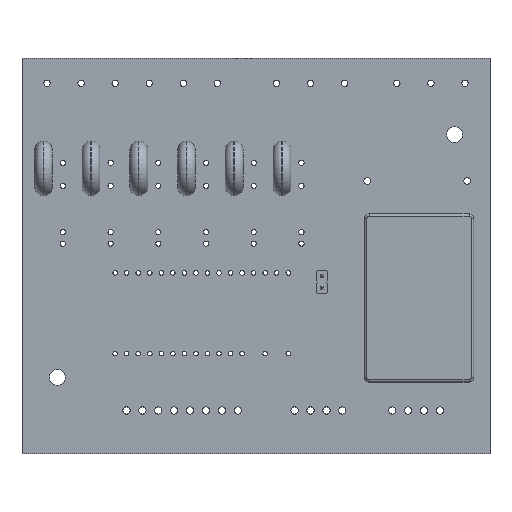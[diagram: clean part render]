
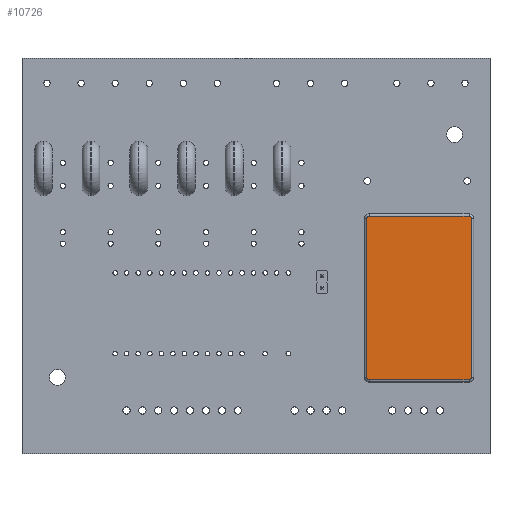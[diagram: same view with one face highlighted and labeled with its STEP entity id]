
A CAD part, top view. The second image highlights one B-rep face of the part: STEP entity #10726.
In plain terms, the highlighted planar face has unit normal (0, 0, 1).
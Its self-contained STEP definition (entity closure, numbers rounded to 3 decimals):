
#9706 = CYLINDRICAL_SURFACE('',#9707,0.5);
#9707 = AXIS2_PLACEMENT_3D('',#9708,#9709,#9710);
#9708 = CARTESIAN_POINT('',(-2.26,2.61,14.6));
#9709 = DIRECTION('',(1.,0.,0.));
#9710 = DIRECTION('',(-0.,1.,0.));
#9738 = TOROIDAL_SURFACE('',#9739,0.5,0.5);
#9739 = AXIS2_PLACEMENT_3D('',#9740,#9741,#9742);
#9740 = CARTESIAN_POINT('',(-2.26,2.11,14.6));
#9741 = DIRECTION('',(0.,0.,1.));
#9742 = DIRECTION('',(-1.,0.,0.));
#9816 = TOROIDAL_SURFACE('',#9817,0.5,0.5);
#9817 = AXIS2_PLACEMENT_3D('',#9818,#9819,#9820);
#9818 = CARTESIAN_POINT('',(32.74,2.11,14.6));
#9819 = DIRECTION('',(0.,0.,1.));
#9820 = DIRECTION('',(0.,1.,0.));
#9870 = CYLINDRICAL_SURFACE('',#9871,0.5);
#9871 = AXIS2_PLACEMENT_3D('',#9872,#9873,#9874);
#9872 = CARTESIAN_POINT('',(-2.76,-19.89,14.6));
#9873 = DIRECTION('',(0.,1.,0.));
#9874 = DIRECTION('',(-1.,0.,0.));
#9902 = CYLINDRICAL_SURFACE('',#9903,0.5);
#9903 = AXIS2_PLACEMENT_3D('',#9904,#9905,#9906);
#9904 = CARTESIAN_POINT('',(33.24,2.11,14.6));
#9905 = DIRECTION('',(0.,-1.,0.));
#9906 = DIRECTION('',(1.,0.,0.));
#9956 = TOROIDAL_SURFACE('',#9957,0.5,0.5);
#9957 = AXIS2_PLACEMENT_3D('',#9958,#9959,#9960);
#9958 = CARTESIAN_POINT('',(-2.26,-19.89,14.6));
#9959 = DIRECTION('',(0.,0.,1.));
#9960 = DIRECTION('',(0.,-1.,0.));
#10034 = TOROIDAL_SURFACE('',#10035,0.5,0.5);
#10035 = AXIS2_PLACEMENT_3D('',#10036,#10037,#10038);
#10036 = CARTESIAN_POINT('',(32.74,-19.89,14.6));
#10037 = DIRECTION('',(0.,0.,1.));
#10038 = DIRECTION('',(1.,0.,0.));
#10064 = CYLINDRICAL_SURFACE('',#10065,0.5);
#10065 = AXIS2_PLACEMENT_3D('',#10066,#10067,#10068);
#10066 = CARTESIAN_POINT('',(32.74,-20.39,14.6));
#10067 = DIRECTION('',(-1.,0.,0.));
#10068 = DIRECTION('',(0.,-1.,0.));
#10306 = VERTEX_POINT('',#10307);
#10307 = CARTESIAN_POINT('',(-2.26,2.61,15.1));
#10329 = EDGE_CURVE('',#10306,#10330,#10332,.T.);
#10330 = VERTEX_POINT('',#10331);
#10331 = CARTESIAN_POINT('',(32.74,2.61,15.1));
#10332 = SURFACE_CURVE('',#10333,(#10337,#10344),.PCURVE_S1.);
#10333 = LINE('',#10334,#10335);
#10334 = CARTESIAN_POINT('',(-2.26,2.61,15.1));
#10335 = VECTOR('',#10336,1.);
#10336 = DIRECTION('',(1.,0.,0.));
#10337 = PCURVE('',#9706,#10338);
#10338 = DEFINITIONAL_REPRESENTATION('',(#10339),#10343);
#10339 = LINE('',#10340,#10341);
#10340 = CARTESIAN_POINT('',(1.571,0.));
#10341 = VECTOR('',#10342,1.);
#10342 = DIRECTION('',(0.,1.));
#10343 = ( GEOMETRIC_REPRESENTATION_CONTEXT(2) 
PARAMETRIC_REPRESENTATION_CONTEXT() REPRESENTATION_CONTEXT('2D SPACE',''
  ) );
#10344 = PCURVE('',#10345,#10350);
#10345 = PLANE('',#10346);
#10346 = AXIS2_PLACEMENT_3D('',#10347,#10348,#10349);
#10347 = CARTESIAN_POINT('',(15.24,-8.89,15.1));
#10348 = DIRECTION('',(0.,0.,-1.));
#10349 = DIRECTION('',(-1.,0.,0.));
#10350 = DEFINITIONAL_REPRESENTATION('',(#10351),#10355);
#10351 = LINE('',#10352,#10353);
#10352 = CARTESIAN_POINT('',(17.5,11.5));
#10353 = VECTOR('',#10354,1.);
#10354 = DIRECTION('',(-1.,0.));
#10355 = ( GEOMETRIC_REPRESENTATION_CONTEXT(2) 
PARAMETRIC_REPRESENTATION_CONTEXT() REPRESENTATION_CONTEXT('2D SPACE',''
  ) );
#10383 = EDGE_CURVE('',#10384,#10306,#10386,.T.);
#10384 = VERTEX_POINT('',#10385);
#10385 = CARTESIAN_POINT('',(-2.76,2.11,15.1));
#10386 = SURFACE_CURVE('',#10387,(#10392,#10399),.PCURVE_S1.);
#10387 = CIRCLE('',#10388,0.5);
#10388 = AXIS2_PLACEMENT_3D('',#10389,#10390,#10391);
#10389 = CARTESIAN_POINT('',(-2.26,2.11,15.1));
#10390 = DIRECTION('',(0.,0.,-1.));
#10391 = DIRECTION('',(-1.,0.,0.));
#10392 = PCURVE('',#9738,#10393);
#10393 = DEFINITIONAL_REPRESENTATION('',(#10394),#10398);
#10394 = LINE('',#10395,#10396);
#10395 = CARTESIAN_POINT('',(6.283,1.571));
#10396 = VECTOR('',#10397,1.);
#10397 = DIRECTION('',(-1.,0.));
#10398 = ( GEOMETRIC_REPRESENTATION_CONTEXT(2) 
PARAMETRIC_REPRESENTATION_CONTEXT() REPRESENTATION_CONTEXT('2D SPACE',''
  ) );
#10399 = PCURVE('',#10345,#10400);
#10400 = DEFINITIONAL_REPRESENTATION('',(#10401),#10405);
#10401 = CIRCLE('',#10402,0.5);
#10402 = AXIS2_PLACEMENT_2D('',#10403,#10404);
#10403 = CARTESIAN_POINT('',(17.5,11.));
#10404 = DIRECTION('',(1.,0.));
#10405 = ( GEOMETRIC_REPRESENTATION_CONTEXT(2) 
PARAMETRIC_REPRESENTATION_CONTEXT() REPRESENTATION_CONTEXT('2D SPACE',''
  ) );
#10434 = EDGE_CURVE('',#10330,#10435,#10437,.T.);
#10435 = VERTEX_POINT('',#10436);
#10436 = CARTESIAN_POINT('',(33.24,2.11,15.1));
#10437 = SURFACE_CURVE('',#10438,(#10443,#10450),.PCURVE_S1.);
#10438 = CIRCLE('',#10439,0.5);
#10439 = AXIS2_PLACEMENT_3D('',#10440,#10441,#10442);
#10440 = CARTESIAN_POINT('',(32.74,2.11,15.1));
#10441 = DIRECTION('',(0.,0.,-1.));
#10442 = DIRECTION('',(0.,1.,0.));
#10443 = PCURVE('',#9816,#10444);
#10444 = DEFINITIONAL_REPRESENTATION('',(#10445),#10449);
#10445 = LINE('',#10446,#10447);
#10446 = CARTESIAN_POINT('',(6.283,1.571));
#10447 = VECTOR('',#10448,1.);
#10448 = DIRECTION('',(-1.,0.));
#10449 = ( GEOMETRIC_REPRESENTATION_CONTEXT(2) 
PARAMETRIC_REPRESENTATION_CONTEXT() REPRESENTATION_CONTEXT('2D SPACE',''
  ) );
#10450 = PCURVE('',#10345,#10451);
#10451 = DEFINITIONAL_REPRESENTATION('',(#10452),#10456);
#10452 = CIRCLE('',#10453,0.5);
#10453 = AXIS2_PLACEMENT_2D('',#10454,#10455);
#10454 = CARTESIAN_POINT('',(-17.5,11.));
#10455 = DIRECTION('',(0.,1.));
#10456 = ( GEOMETRIC_REPRESENTATION_CONTEXT(2) 
PARAMETRIC_REPRESENTATION_CONTEXT() REPRESENTATION_CONTEXT('2D SPACE',''
  ) );
#10486 = VERTEX_POINT('',#10487);
#10487 = CARTESIAN_POINT('',(-2.76,-19.89,15.1));
#10509 = EDGE_CURVE('',#10486,#10384,#10510,.T.);
#10510 = SURFACE_CURVE('',#10511,(#10515,#10522),.PCURVE_S1.);
#10511 = LINE('',#10512,#10513);
#10512 = CARTESIAN_POINT('',(-2.76,-19.89,15.1));
#10513 = VECTOR('',#10514,1.);
#10514 = DIRECTION('',(0.,1.,0.));
#10515 = PCURVE('',#9870,#10516);
#10516 = DEFINITIONAL_REPRESENTATION('',(#10517),#10521);
#10517 = LINE('',#10518,#10519);
#10518 = CARTESIAN_POINT('',(1.571,0.));
#10519 = VECTOR('',#10520,1.);
#10520 = DIRECTION('',(0.,1.));
#10521 = ( GEOMETRIC_REPRESENTATION_CONTEXT(2) 
PARAMETRIC_REPRESENTATION_CONTEXT() REPRESENTATION_CONTEXT('2D SPACE',''
  ) );
#10522 = PCURVE('',#10345,#10523);
#10523 = DEFINITIONAL_REPRESENTATION('',(#10524),#10528);
#10524 = LINE('',#10525,#10526);
#10525 = CARTESIAN_POINT('',(18.,-11.));
#10526 = VECTOR('',#10527,1.);
#10527 = DIRECTION('',(0.,1.));
#10528 = ( GEOMETRIC_REPRESENTATION_CONTEXT(2) 
PARAMETRIC_REPRESENTATION_CONTEXT() REPRESENTATION_CONTEXT('2D SPACE',''
  ) );
#10536 = EDGE_CURVE('',#10435,#10537,#10539,.T.);
#10537 = VERTEX_POINT('',#10538);
#10538 = CARTESIAN_POINT('',(33.24,-19.89,15.1));
#10539 = SURFACE_CURVE('',#10540,(#10544,#10551),.PCURVE_S1.);
#10540 = LINE('',#10541,#10542);
#10541 = CARTESIAN_POINT('',(33.24,2.11,15.1));
#10542 = VECTOR('',#10543,1.);
#10543 = DIRECTION('',(0.,-1.,0.));
#10544 = PCURVE('',#9902,#10545);
#10545 = DEFINITIONAL_REPRESENTATION('',(#10546),#10550);
#10546 = LINE('',#10547,#10548);
#10547 = CARTESIAN_POINT('',(1.571,0.));
#10548 = VECTOR('',#10549,1.);
#10549 = DIRECTION('',(0.,1.));
#10550 = ( GEOMETRIC_REPRESENTATION_CONTEXT(2) 
PARAMETRIC_REPRESENTATION_CONTEXT() REPRESENTATION_CONTEXT('2D SPACE',''
  ) );
#10551 = PCURVE('',#10345,#10552);
#10552 = DEFINITIONAL_REPRESENTATION('',(#10553),#10557);
#10553 = LINE('',#10554,#10555);
#10554 = CARTESIAN_POINT('',(-18.,11.));
#10555 = VECTOR('',#10556,1.);
#10556 = DIRECTION('',(0.,-1.));
#10557 = ( GEOMETRIC_REPRESENTATION_CONTEXT(2) 
PARAMETRIC_REPRESENTATION_CONTEXT() REPRESENTATION_CONTEXT('2D SPACE',''
  ) );
#10585 = EDGE_CURVE('',#10586,#10486,#10588,.T.);
#10586 = VERTEX_POINT('',#10587);
#10587 = CARTESIAN_POINT('',(-2.26,-20.39,15.1));
#10588 = SURFACE_CURVE('',#10589,(#10594,#10601),.PCURVE_S1.);
#10589 = CIRCLE('',#10590,0.5);
#10590 = AXIS2_PLACEMENT_3D('',#10591,#10592,#10593);
#10591 = CARTESIAN_POINT('',(-2.26,-19.89,15.1));
#10592 = DIRECTION('',(0.,0.,-1.));
#10593 = DIRECTION('',(0.,-1.,0.));
#10594 = PCURVE('',#9956,#10595);
#10595 = DEFINITIONAL_REPRESENTATION('',(#10596),#10600);
#10596 = LINE('',#10597,#10598);
#10597 = CARTESIAN_POINT('',(6.283,1.571));
#10598 = VECTOR('',#10599,1.);
#10599 = DIRECTION('',(-1.,0.));
#10600 = ( GEOMETRIC_REPRESENTATION_CONTEXT(2) 
PARAMETRIC_REPRESENTATION_CONTEXT() REPRESENTATION_CONTEXT('2D SPACE',''
  ) );
#10601 = PCURVE('',#10345,#10602);
#10602 = DEFINITIONAL_REPRESENTATION('',(#10603),#10607);
#10603 = CIRCLE('',#10604,0.5);
#10604 = AXIS2_PLACEMENT_2D('',#10605,#10606);
#10605 = CARTESIAN_POINT('',(17.5,-11.));
#10606 = DIRECTION('',(0.,-1.));
#10607 = ( GEOMETRIC_REPRESENTATION_CONTEXT(2) 
PARAMETRIC_REPRESENTATION_CONTEXT() REPRESENTATION_CONTEXT('2D SPACE',''
  ) );
#10636 = EDGE_CURVE('',#10537,#10637,#10639,.T.);
#10637 = VERTEX_POINT('',#10638);
#10638 = CARTESIAN_POINT('',(32.74,-20.39,15.1));
#10639 = SURFACE_CURVE('',#10640,(#10645,#10652),.PCURVE_S1.);
#10640 = CIRCLE('',#10641,0.5);
#10641 = AXIS2_PLACEMENT_3D('',#10642,#10643,#10644);
#10642 = CARTESIAN_POINT('',(32.74,-19.89,15.1));
#10643 = DIRECTION('',(0.,0.,-1.));
#10644 = DIRECTION('',(1.,0.,0.));
#10645 = PCURVE('',#10034,#10646);
#10646 = DEFINITIONAL_REPRESENTATION('',(#10647),#10651);
#10647 = LINE('',#10648,#10649);
#10648 = CARTESIAN_POINT('',(6.283,1.571));
#10649 = VECTOR('',#10650,1.);
#10650 = DIRECTION('',(-1.,0.));
#10651 = ( GEOMETRIC_REPRESENTATION_CONTEXT(2) 
PARAMETRIC_REPRESENTATION_CONTEXT() REPRESENTATION_CONTEXT('2D SPACE',''
  ) );
#10652 = PCURVE('',#10345,#10653);
#10653 = DEFINITIONAL_REPRESENTATION('',(#10654),#10658);
#10654 = CIRCLE('',#10655,0.5);
#10655 = AXIS2_PLACEMENT_2D('',#10656,#10657);
#10656 = CARTESIAN_POINT('',(-17.5,-11.));
#10657 = DIRECTION('',(-1.,0.));
#10658 = ( GEOMETRIC_REPRESENTATION_CONTEXT(2) 
PARAMETRIC_REPRESENTATION_CONTEXT() REPRESENTATION_CONTEXT('2D SPACE',''
  ) );
#10688 = EDGE_CURVE('',#10637,#10586,#10689,.T.);
#10689 = SURFACE_CURVE('',#10690,(#10694,#10701),.PCURVE_S1.);
#10690 = LINE('',#10691,#10692);
#10691 = CARTESIAN_POINT('',(32.74,-20.39,15.1));
#10692 = VECTOR('',#10693,1.);
#10693 = DIRECTION('',(-1.,0.,0.));
#10694 = PCURVE('',#10064,#10695);
#10695 = DEFINITIONAL_REPRESENTATION('',(#10696),#10700);
#10696 = LINE('',#10697,#10698);
#10697 = CARTESIAN_POINT('',(1.571,0.));
#10698 = VECTOR('',#10699,1.);
#10699 = DIRECTION('',(0.,1.));
#10700 = ( GEOMETRIC_REPRESENTATION_CONTEXT(2) 
PARAMETRIC_REPRESENTATION_CONTEXT() REPRESENTATION_CONTEXT('2D SPACE',''
  ) );
#10701 = PCURVE('',#10345,#10702);
#10702 = DEFINITIONAL_REPRESENTATION('',(#10703),#10707);
#10703 = LINE('',#10704,#10705);
#10704 = CARTESIAN_POINT('',(-17.5,-11.5));
#10705 = VECTOR('',#10706,1.);
#10706 = DIRECTION('',(1.,0.));
#10707 = ( GEOMETRIC_REPRESENTATION_CONTEXT(2) 
PARAMETRIC_REPRESENTATION_CONTEXT() REPRESENTATION_CONTEXT('2D SPACE',''
  ) );
#10726 = ADVANCED_FACE('',(#10727),#10345,.F.);
#10727 = FACE_BOUND('',#10728,.F.);
#10728 = EDGE_LOOP('',(#10729,#10730,#10731,#10732,#10733,#10734,#10735,
    #10736));
#10729 = ORIENTED_EDGE('',*,*,#10329,.T.);
#10730 = ORIENTED_EDGE('',*,*,#10434,.T.);
#10731 = ORIENTED_EDGE('',*,*,#10536,.T.);
#10732 = ORIENTED_EDGE('',*,*,#10636,.T.);
#10733 = ORIENTED_EDGE('',*,*,#10688,.T.);
#10734 = ORIENTED_EDGE('',*,*,#10585,.T.);
#10735 = ORIENTED_EDGE('',*,*,#10509,.T.);
#10736 = ORIENTED_EDGE('',*,*,#10383,.T.);
